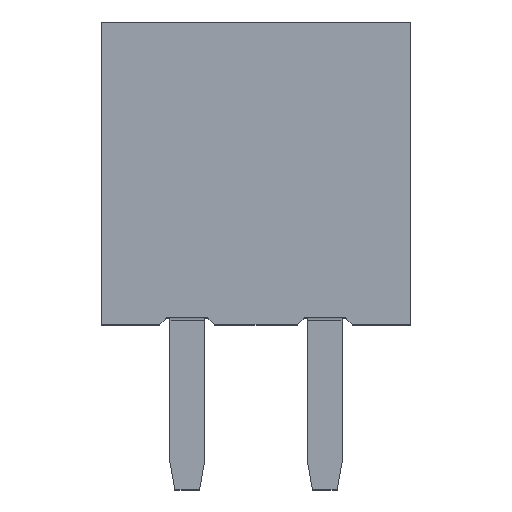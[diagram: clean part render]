
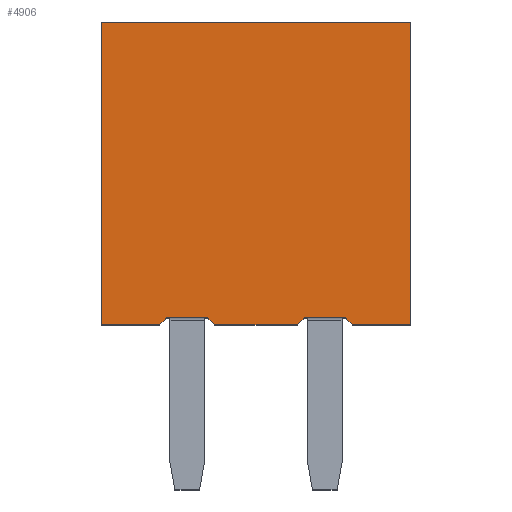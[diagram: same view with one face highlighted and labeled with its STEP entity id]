
A CAD part, top view. The second image highlights one B-rep face of the part: STEP entity #4906.
In plain terms, the highlighted planar face has unit normal (0, 0, 1).
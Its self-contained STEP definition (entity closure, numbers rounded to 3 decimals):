
#1 = FACE_OUTER_BOUND ( 'NONE', #1188, .T. ) ;
#244 = ORIENTED_EDGE ( 'NONE', *, *, #7750, .T. ) ;
#319 = ORIENTED_EDGE ( 'NONE', *, *, #915, .T. ) ;
#343 = DIRECTION ( 'NONE',  ( 1., 0., 0. ) ) ;
#443 = ORIENTED_EDGE ( 'NONE', *, *, #6000, .T. ) ;
#487 = DIRECTION ( 'NONE',  ( 0.707, -0.707, 0. ) ) ;
#502 = CARTESIAN_POINT ( 'NONE',  ( -1.07, 2.4, 1.275 ) ) ;
#618 = ORIENTED_EDGE ( 'NONE', *, *, #4919, .T. ) ;
#915 = EDGE_CURVE ( 'NONE', #5789, #6022, #6030, .T. ) ;
#941 = LINE ( 'NONE', #7947, #9044 ) ;
#1013 = VERTEX_POINT ( 'NONE', #5664 ) ;
#1051 = CARTESIAN_POINT ( 'NONE',  ( 3.43, 6.8, 1.275 ) ) ;
#1117 = ORIENTED_EDGE ( 'NONE', *, *, #9013, .T. ) ;
#1125 = VECTOR ( 'NONE', #8933, 1000. ) ;
#1186 = CARTESIAN_POINT ( 'NONE',  ( 1.78, 2.4, 1.275 ) ) ;
#1188 = EDGE_LOOP ( 'NONE', ( #7083, #244, #2953, #618, #1117, #443, #1653, #1740, #8809, #319, #8808, #4968 ) ) ;
#1360 = DIRECTION ( 'NONE',  ( 1., 0., 0. ) ) ;
#1479 = DIRECTION ( 'NONE',  ( 0.707, 0.707, 0. ) ) ;
#1521 = CARTESIAN_POINT ( 'NONE',  ( 1.78, 2.4, 1.275 ) ) ;
#1631 = VERTEX_POINT ( 'NONE', #1051 ) ;
#1653 = ORIENTED_EDGE ( 'NONE', *, *, #8258, .T. ) ;
#1678 = CARTESIAN_POINT ( 'NONE',  ( -1.07, 2.4, 1.275 ) ) ;
#1740 = ORIENTED_EDGE ( 'NONE', *, *, #5986, .T. ) ;
#1741 = VERTEX_POINT ( 'NONE', #1186 ) ;
#1874 = LINE ( 'NONE', #1521, #3768 ) ;
#1923 = VECTOR ( 'NONE', #1360, 1000. ) ;
#2267 = VECTOR ( 'NONE', #6094, 1000. ) ;
#2511 = LINE ( 'NONE', #6202, #2267 ) ;
#2540 = DIRECTION ( 'NONE',  ( 1., 0., 0. ) ) ;
#2640 = CARTESIAN_POINT ( 'NONE',  ( -1.07, 2.5, 1.275 ) ) ;
#2669 = EDGE_CURVE ( 'NONE', #6022, #1741, #8416, .T. ) ;
#2721 = VERTEX_POINT ( 'NONE', #7955 ) ;
#2875 = CARTESIAN_POINT ( 'NONE',  ( -1.07, 2.5, 1.275 ) ) ;
#2953 = ORIENTED_EDGE ( 'NONE', *, *, #8916, .T. ) ;
#3413 = LINE ( 'NONE', #4991, #7574 ) ;
#3728 = VECTOR ( 'NONE', #487, 1000. ) ;
#3768 = VECTOR ( 'NONE', #1479, 1000. ) ;
#3957 = EDGE_CURVE ( 'NONE', #1741, #4946, #1874, .T. ) ;
#3971 = LINE ( 'NONE', #9189, #3728 ) ;
#4087 = LINE ( 'NONE', #1678, #1923 ) ;
#4147 = VECTOR ( 'NONE', #4927, 1000. ) ;
#4452 = CARTESIAN_POINT ( 'NONE',  ( 0.58, 2.4, 1.275 ) ) ;
#4894 = DIRECTION ( 'NONE',  ( 0., -1., 0. ) ) ;
#4906 = ADVANCED_FACE ( 'NONE', ( #1 ), #8177, .T. ) ;
#4919 = EDGE_CURVE ( 'NONE', #6371, #1631, #941, .T. ) ;
#4927 = DIRECTION ( 'NONE',  ( 0.707, -0.707, 0. ) ) ;
#4946 = VERTEX_POINT ( 'NONE', #7798 ) ;
#4968 = ORIENTED_EDGE ( 'NONE', *, *, #3957, .T. ) ;
#4991 = CARTESIAN_POINT ( 'NONE',  ( -1.07, 2.4, 1.275 ) ) ;
#5029 = VERTEX_POINT ( 'NONE', #6984 ) ;
#5161 = VERTEX_POINT ( 'NONE', #6152 ) ;
#5211 = CARTESIAN_POINT ( 'NONE',  ( 0.48, 2.5, 1.275 ) ) ;
#5664 = CARTESIAN_POINT ( 'NONE',  ( -0.12, 2.5, 1.275 ) ) ;
#5789 = VERTEX_POINT ( 'NONE', #10160 ) ;
#5986 = EDGE_CURVE ( 'NONE', #6256, #1013, #2511, .T. ) ;
#6000 = EDGE_CURVE ( 'NONE', #2721, #5029, #3413, .T. ) ;
#6022 = VERTEX_POINT ( 'NONE', #4452 ) ;
#6030 = LINE ( 'NONE', #5211, #4147 ) ;
#6094 = DIRECTION ( 'NONE',  ( 0.707, 0.707, 0. ) ) ;
#6115 = EDGE_CURVE ( 'NONE', #4946, #7933, #7684, .T. ) ;
#6152 = CARTESIAN_POINT ( 'NONE',  ( 2.58, 2.4, 1.275 ) ) ;
#6202 = CARTESIAN_POINT ( 'NONE',  ( -0.22, 2.4, 1.275 ) ) ;
#6256 = VERTEX_POINT ( 'NONE', #8219 ) ;
#6371 = VERTEX_POINT ( 'NONE', #8181 ) ;
#6583 = LINE ( 'NONE', #502, #8377 ) ;
#6984 = CARTESIAN_POINT ( 'NONE',  ( -1.07, 2.4, 1.275 ) ) ;
#7083 = ORIENTED_EDGE ( 'NONE', *, *, #6115, .T. ) ;
#7146 = EDGE_CURVE ( 'NONE', #1013, #5789, #9456, .T. ) ;
#7574 = VECTOR ( 'NONE', #4894, 1000. ) ;
#7684 = LINE ( 'NONE', #2640, #9700 ) ;
#7750 = EDGE_CURVE ( 'NONE', #7933, #5161, #3971, .T. ) ;
#7798 = CARTESIAN_POINT ( 'NONE',  ( 1.88, 2.5, 1.275 ) ) ;
#7854 = DIRECTION ( 'NONE',  ( 0., 1., 0. ) ) ;
#7933 = VERTEX_POINT ( 'NONE', #9166 ) ;
#7947 = CARTESIAN_POINT ( 'NONE',  ( 3.43, 2.4, 1.275 ) ) ;
#7955 = CARTESIAN_POINT ( 'NONE',  ( -1.07, 6.8, 1.275 ) ) ;
#7984 = DIRECTION ( 'NONE',  ( 1., 0., 0. ) ) ;
#8002 = DIRECTION ( 'NONE',  ( 0., 0., 1. ) ) ;
#8011 = CARTESIAN_POINT ( 'NONE',  ( -1.07, 2.4, 1.275 ) ) ;
#8159 = VECTOR ( 'NONE', #8226, 1000. ) ;
#8177 = PLANE ( 'NONE',  #9074 ) ;
#8181 = CARTESIAN_POINT ( 'NONE',  ( 3.43, 2.4, 1.275 ) ) ;
#8188 = CARTESIAN_POINT ( 'NONE',  ( -1.07, 2.4, 1.275 ) ) ;
#8219 = CARTESIAN_POINT ( 'NONE',  ( -0.22, 2.4, 1.275 ) ) ;
#8226 = DIRECTION ( 'NONE',  ( 1., 0., 0. ) ) ;
#8258 = EDGE_CURVE ( 'NONE', #5029, #6256, #4087, .T. ) ;
#8377 = VECTOR ( 'NONE', #343, 1000. ) ;
#8416 = LINE ( 'NONE', #8188, #8159 ) ;
#8490 = VECTOR ( 'NONE', #10156, 1000. ) ;
#8720 = LINE ( 'NONE', #9744, #8490 ) ;
#8808 = ORIENTED_EDGE ( 'NONE', *, *, #2669, .T. ) ;
#8809 = ORIENTED_EDGE ( 'NONE', *, *, #7146, .T. ) ;
#8916 = EDGE_CURVE ( 'NONE', #5161, #6371, #6583, .T. ) ;
#8933 = DIRECTION ( 'NONE',  ( 1., 0., 0. ) ) ;
#9013 = EDGE_CURVE ( 'NONE', #1631, #2721, #8720, .T. ) ;
#9044 = VECTOR ( 'NONE', #7854, 1000. ) ;
#9074 = AXIS2_PLACEMENT_3D ( 'NONE', #8011, #8002, #7984 ) ;
#9166 = CARTESIAN_POINT ( 'NONE',  ( 2.48, 2.5, 1.275 ) ) ;
#9189 = CARTESIAN_POINT ( 'NONE',  ( 2.48, 2.5, 1.275 ) ) ;
#9456 = LINE ( 'NONE', #2875, #1125 ) ;
#9700 = VECTOR ( 'NONE', #2540, 1000. ) ;
#9744 = CARTESIAN_POINT ( 'NONE',  ( -1.07, 6.8, 1.275 ) ) ;
#10156 = DIRECTION ( 'NONE',  ( -1., 0., 0. ) ) ;
#10160 = CARTESIAN_POINT ( 'NONE',  ( 0.48, 2.5, 1.275 ) ) ;
